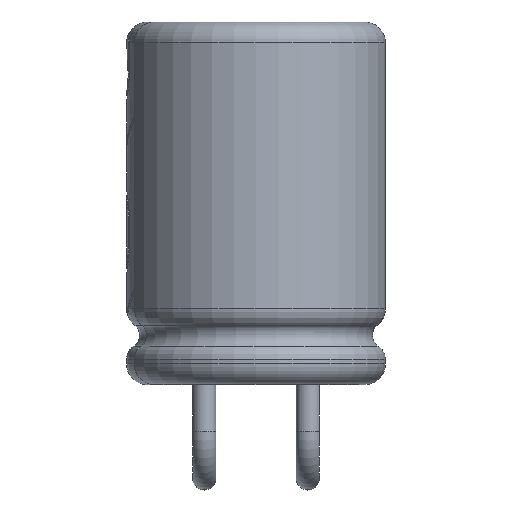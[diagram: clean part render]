
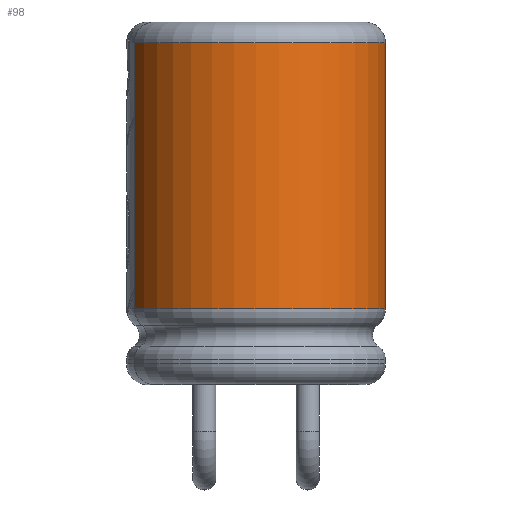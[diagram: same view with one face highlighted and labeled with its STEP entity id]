
A CAD part, top view. The second image highlights one B-rep face of the part: STEP entity #98.
In plain terms, the highlighted cylindrical face has radius 2.5 mm (diameter 5 mm), a partial arc.
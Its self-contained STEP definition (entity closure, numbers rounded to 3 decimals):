
#98=ADVANCED_FACE('',(#997),#999,.T.);
#997=FACE_BOUND('',#998,.T.);
#998=EDGE_LOOP('',(#1733,#1734,#1735,#1736,#1737,#1738,#1739,#1740,#1741,#1742,#1743,
#1744,#1745,#1746,#1747,#1748,#1749,#1750,#1751,#1752));
#999=CYLINDRICAL_SURFACE('',#1000,2.5);
#1000=AXIS2_PLACEMENT_3D('',#1001,#1002,#1003);
#1001=CARTESIAN_POINT('',(0.,3.262,2.6));
#1002=DIRECTION('',(0.,1.,0.));
#1003=DIRECTION('',(-1.,0.,0.));
#1733=ORIENTED_EDGE('',*,*,#2271,.T.);
#1734=ORIENTED_EDGE('',*,*,#2272,.T.);
#1735=ORIENTED_EDGE('',*,*,#2252,.F.);
#1736=ORIENTED_EDGE('',*,*,#2273,.T.);
#1737=ORIENTED_EDGE('',*,*,#2274,.T.);
#1738=ORIENTED_EDGE('',*,*,#2275,.T.);
#1739=ORIENTED_EDGE('',*,*,#2276,.F.);
#1740=ORIENTED_EDGE('',*,*,#2277,.T.);
#1741=ORIENTED_EDGE('',*,*,#2278,.F.);
#1742=ORIENTED_EDGE('',*,*,#2279,.T.);
#1743=ORIENTED_EDGE('',*,*,#2280,.T.);
#1744=ORIENTED_EDGE('',*,*,#2281,.T.);
#1745=ORIENTED_EDGE('',*,*,#2268,.F.);
#1746=ORIENTED_EDGE('',*,*,#2282,.T.);
#1747=ORIENTED_EDGE('',*,*,#2283,.T.);
#1748=ORIENTED_EDGE('',*,*,#2284,.T.);
#1749=ORIENTED_EDGE('',*,*,#2266,.F.);
#1750=ORIENTED_EDGE('',*,*,#2285,.F.);
#1751=ORIENTED_EDGE('',*,*,#2254,.F.);
#1752=ORIENTED_EDGE('',*,*,#2286,.T.);
#2252=EDGE_CURVE('',#2538,#2533,#2540,.T.);
#2254=EDGE_CURVE('',#2542,#2544,#2545,.T.);
#2266=EDGE_CURVE('',#2564,#2554,#2566,.F.);
#2268=EDGE_CURVE('',#2568,#2570,#2571,.F.);
#2271=EDGE_CURVE('',#2575,#2576,#2577,.F.);
#2272=EDGE_CURVE('',#2576,#2533,#2578,.F.);
#2273=EDGE_CURVE('',#2538,#2579,#2580,.T.);
#2274=EDGE_CURVE('',#2579,#2581,#2582,.F.);
#2275=EDGE_CURVE('',#2581,#2583,#2584,.F.);
#2276=EDGE_CURVE('',#2585,#2583,#2586,.T.);
#2277=EDGE_CURVE('',#2585,#2587,#2588,.T.);
#2278=EDGE_CURVE('',#2589,#2587,#2590,.F.);
#2279=EDGE_CURVE('',#2589,#2591,#2592,.F.);
#2280=EDGE_CURVE('',#2591,#2593,#2594,.T.);
#2281=EDGE_CURVE('',#2593,#2570,#2595,.T.);
#2282=EDGE_CURVE('',#2568,#2596,#2597,.F.);
#2283=EDGE_CURVE('',#2596,#2598,#2599,.T.);
#2284=EDGE_CURVE('',#2598,#2554,#2600,.T.);
#2285=EDGE_CURVE('',#2544,#2564,#2601,.T.);
#2286=EDGE_CURVE('',#2542,#2575,#2602,.T.);
#2533=VERTEX_POINT('',#3044);
#2538=VERTEX_POINT('',#3053);
#2540=LINE('',#3057,#3058);
#2542=VERTEX_POINT('',#3061);
#2544=VERTEX_POINT('',#3065);
#2545=LINE('',#3066,#3067);
#2554=VERTEX_POINT('',#3088);
#2564=VERTEX_POINT('',#3108);
#2566=LINE('',#3113,#3114);
#2568=VERTEX_POINT('',#3117);
#2570=VERTEX_POINT('',#3121);
#2571=LINE('',#3122,#3123);
#2575=VERTEX_POINT('',#3132);
#2576=VERTEX_POINT('',#3133);
#2577=LINE('',#3134,#3135);
#2578=(BOUNDED_CURVE()B_SPLINE_CURVE(3,
(#3137,#3138,#3139,#3140),
.UNSPECIFIED.,.F.,.F.)B_SPLINE_CURVE_WITH_KNOTS((4,4),
(0.,1.),
.UNSPECIFIED.)CURVE()GEOMETRIC_REPRESENTATION_ITEM()RATIONAL_B_SPLINE_CURVE((1.,
1.,1.,1.))REPRESENTATION_ITEM(''));
#2579=VERTEX_POINT('',#3141);
#2580=(BOUNDED_CURVE()B_SPLINE_CURVE(3,
(#3142,#3143,#3144,#3145),
.UNSPECIFIED.,.F.,.F.)B_SPLINE_CURVE_WITH_KNOTS((4,4),
(0.,1.),
.UNSPECIFIED.)CURVE()GEOMETRIC_REPRESENTATION_ITEM()RATIONAL_B_SPLINE_CURVE((1.,
1.,1.,1.))REPRESENTATION_ITEM(''));
#2581=VERTEX_POINT('',#3146);
#2582=LINE('',#3147,#3148);
#2583=VERTEX_POINT('',#3150);
#2584=(BOUNDED_CURVE()B_SPLINE_CURVE(3,
(#3151,#3152,#3153,#3154),
.UNSPECIFIED.,.F.,.F.)B_SPLINE_CURVE_WITH_KNOTS((4,4),
(0.,1.),
.UNSPECIFIED.)CURVE()GEOMETRIC_REPRESENTATION_ITEM()RATIONAL_B_SPLINE_CURVE((1.,
1.,1.,1.))REPRESENTATION_ITEM(''));
#2585=VERTEX_POINT('',#3155);
#2586=LINE('',#3156,#3157);
#2587=VERTEX_POINT('',#3159);
#2588=CIRCLE('',#3160,2.5);
#2589=VERTEX_POINT('',#3164);
#2590=LINE('',#3165,#3166);
#2591=VERTEX_POINT('',#3168);
#2592=(BOUNDED_CURVE()B_SPLINE_CURVE(3,
(#3169,#3170,#3171,#3172),
.UNSPECIFIED.,.F.,.F.)B_SPLINE_CURVE_WITH_KNOTS((4,4),
(0.,1.),
.UNSPECIFIED.)CURVE()GEOMETRIC_REPRESENTATION_ITEM()RATIONAL_B_SPLINE_CURVE((1.,
1.,1.,1.))REPRESENTATION_ITEM(''));
#2593=VERTEX_POINT('',#3173);
#2594=LINE('',#3174,#3175);
#2595=(BOUNDED_CURVE()B_SPLINE_CURVE(3,
(#3177,#3178,#3179,#3180),
.UNSPECIFIED.,.F.,.F.)B_SPLINE_CURVE_WITH_KNOTS((4,4),
(0.,1.),
.UNSPECIFIED.)CURVE()GEOMETRIC_REPRESENTATION_ITEM()RATIONAL_B_SPLINE_CURVE((1.,
1.,1.,1.))REPRESENTATION_ITEM(''));
#2596=VERTEX_POINT('',#3181);
#2597=(BOUNDED_CURVE()B_SPLINE_CURVE(3,
(#3182,#3183,#3184,#3185),
.UNSPECIFIED.,.F.,.F.)B_SPLINE_CURVE_WITH_KNOTS((4,4),
(0.,1.),
.UNSPECIFIED.)CURVE()GEOMETRIC_REPRESENTATION_ITEM()RATIONAL_B_SPLINE_CURVE((1.,
1.,1.,1.))REPRESENTATION_ITEM(''));
#2598=VERTEX_POINT('',#3186);
#2599=LINE('',#3187,#3188);
#2600=(BOUNDED_CURVE()B_SPLINE_CURVE(3,
(#3190,#3191,#3192,#3193),
.UNSPECIFIED.,.F.,.F.)B_SPLINE_CURVE_WITH_KNOTS((4,4),
(0.,1.),
.UNSPECIFIED.)CURVE()GEOMETRIC_REPRESENTATION_ITEM()RATIONAL_B_SPLINE_CURVE((1.,
1.,1.,1.))REPRESENTATION_ITEM(''));
#2601=CIRCLE('',#3194,2.5);
#2602=(BOUNDED_CURVE()B_SPLINE_CURVE(3,
(#3198,#3199,#3200,#3201),
.UNSPECIFIED.,.F.,.F.)B_SPLINE_CURVE_WITH_KNOTS((4,4),
(0.,1.),
.UNSPECIFIED.)CURVE()GEOMETRIC_REPRESENTATION_ITEM()RATIONAL_B_SPLINE_CURVE((1.,
1.,1.,1.))REPRESENTATION_ITEM(''));
#3044=CARTESIAN_POINT('',(-2.349,6.882,3.455));
#3053=CARTESIAN_POINT('',(-2.349,3.649,3.455));
#3057=CARTESIAN_POINT('',(-2.349,3.649,3.455));
#3058=VECTOR('',#3059,1.);
#3059=DIRECTION('',(0.,1.,0.));
#3061=CARTESIAN_POINT('',(-2.349,6.982,3.455));
#3065=CARTESIAN_POINT('',(-2.349,8.4,3.455));
#3066=CARTESIAN_POINT('',(-2.349,6.982,3.455));
#3067=VECTOR('',#3068,1.);
#3068=DIRECTION('',(0.,1.,0.));
#3088=CARTESIAN_POINT('',(-2.349,6.982,1.745));
#3108=CARTESIAN_POINT('',(-2.349,8.4,1.745));
#3113=CARTESIAN_POINT('',(-2.349,6.982,1.745));
#3114=VECTOR('',#3115,1.);
#3115=DIRECTION('',(0.,1.,0.));
#3117=CARTESIAN_POINT('',(-2.349,6.882,1.745));
#3121=CARTESIAN_POINT('',(-2.349,3.649,1.745));
#3122=CARTESIAN_POINT('',(-2.349,3.649,1.745));
#3123=VECTOR('',#3124,1.);
#3124=DIRECTION('',(0.,1.,0.));
#3132=CARTESIAN_POINT('',(-2.349,6.982,3.455));
#3133=CARTESIAN_POINT('',(-2.349,6.882,3.455));
#3134=CARTESIAN_POINT('',(-2.349,6.882,3.455));
#3135=VECTOR('',#3136,1.);
#3136=DIRECTION('',(0.,1.,0.));
#3137=CARTESIAN_POINT('',(-2.349,6.882,3.455));
#3138=CARTESIAN_POINT('',(-2.349,6.882,3.455));
#3139=CARTESIAN_POINT('',(-2.349,6.882,3.455));
#3140=CARTESIAN_POINT('',(-2.349,6.882,3.455));
#3141=CARTESIAN_POINT('',(-2.349,3.649,3.455));
#3142=CARTESIAN_POINT('',(-2.349,3.649,3.455));
#3143=CARTESIAN_POINT('',(-2.349,3.649,3.455));
#3144=CARTESIAN_POINT('',(-2.349,3.649,3.455));
#3145=CARTESIAN_POINT('',(-2.349,3.649,3.455));
#3146=CARTESIAN_POINT('',(-2.349,3.549,3.455));
#3147=CARTESIAN_POINT('',(-2.349,3.549,3.455));
#3148=VECTOR('',#3149,1.);
#3149=DIRECTION('',(0.,1.,0.));
#3150=CARTESIAN_POINT('',(-2.349,3.549,3.455));
#3151=CARTESIAN_POINT('',(-2.349,3.549,3.455));
#3152=CARTESIAN_POINT('',(-2.349,3.549,3.455));
#3153=CARTESIAN_POINT('',(-2.349,3.549,3.455));
#3154=CARTESIAN_POINT('',(-2.349,3.549,3.455));
#3155=CARTESIAN_POINT('',(-2.349,3.262,3.455));
#3156=CARTESIAN_POINT('',(-2.349,3.262,3.455));
#3157=VECTOR('',#3158,1.);
#3158=DIRECTION('',(0.,1.,0.));
#3159=CARTESIAN_POINT('',(-2.349,3.262,1.745));
#3160=AXIS2_PLACEMENT_3D('',#3161,#3162,#3163);
#3161=CARTESIAN_POINT('',(0.,3.262,2.6));
#3162=DIRECTION('',(0.,1.,0.));
#3163=DIRECTION('',(-0.94,0.,0.342));
#3164=CARTESIAN_POINT('',(-2.349,3.549,1.745));
#3165=CARTESIAN_POINT('',(-2.349,3.262,1.745));
#3166=VECTOR('',#3167,1.);
#3167=DIRECTION('',(0.,1.,0.));
#3168=CARTESIAN_POINT('',(-2.349,3.549,1.745));
#3169=CARTESIAN_POINT('',(-2.349,3.549,1.745));
#3170=CARTESIAN_POINT('',(-2.349,3.549,1.745));
#3171=CARTESIAN_POINT('',(-2.349,3.549,1.745));
#3172=CARTESIAN_POINT('',(-2.349,3.549,1.745));
#3173=CARTESIAN_POINT('',(-2.349,3.649,1.745));
#3174=CARTESIAN_POINT('',(-2.349,3.549,1.745));
#3175=VECTOR('',#3176,1.);
#3176=DIRECTION('',(0.,1.,0.));
#3177=CARTESIAN_POINT('',(-2.349,3.649,1.745));
#3178=CARTESIAN_POINT('',(-2.349,3.649,1.745));
#3179=CARTESIAN_POINT('',(-2.349,3.649,1.745));
#3180=CARTESIAN_POINT('',(-2.349,3.649,1.745));
#3181=CARTESIAN_POINT('',(-2.349,6.882,1.745));
#3182=CARTESIAN_POINT('',(-2.349,6.882,1.745));
#3183=CARTESIAN_POINT('',(-2.349,6.882,1.745));
#3184=CARTESIAN_POINT('',(-2.349,6.882,1.745));
#3185=CARTESIAN_POINT('',(-2.349,6.882,1.745));
#3186=CARTESIAN_POINT('',(-2.349,6.982,1.745));
#3187=CARTESIAN_POINT('',(-2.349,6.882,1.745));
#3188=VECTOR('',#3189,1.);
#3189=DIRECTION('',(0.,1.,0.));
#3190=CARTESIAN_POINT('',(-2.349,6.982,1.745));
#3191=CARTESIAN_POINT('',(-2.349,6.982,1.745));
#3192=CARTESIAN_POINT('',(-2.349,6.982,1.745));
#3193=CARTESIAN_POINT('',(-2.349,6.982,1.745));
#3194=AXIS2_PLACEMENT_3D('',#3195,#3196,#3197);
#3195=CARTESIAN_POINT('',(0.,8.4,2.6));
#3196=DIRECTION('',(0.,1.,0.));
#3197=DIRECTION('',(-0.94,0.,0.342));
#3198=CARTESIAN_POINT('',(-2.349,6.982,3.455));
#3199=CARTESIAN_POINT('',(-2.349,6.982,3.455));
#3200=CARTESIAN_POINT('',(-2.349,6.982,3.455));
#3201=CARTESIAN_POINT('',(-2.349,6.982,3.455));
